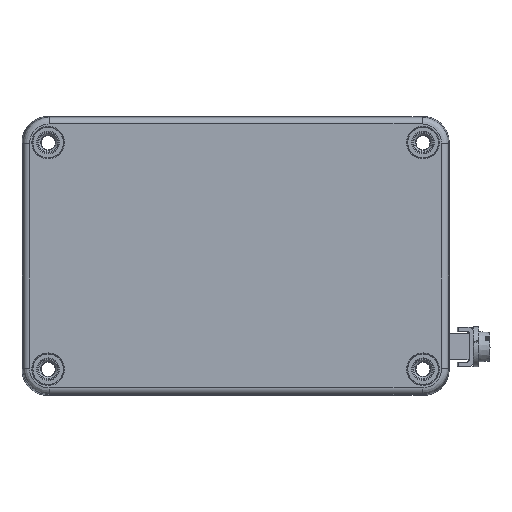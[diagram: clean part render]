
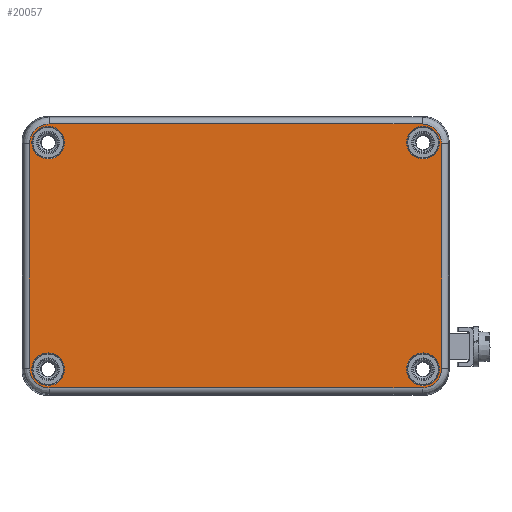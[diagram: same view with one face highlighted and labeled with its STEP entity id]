
A CAD part, top view. The second image highlights one B-rep face of the part: STEP entity #20057.
In plain terms, the highlighted face is planar.
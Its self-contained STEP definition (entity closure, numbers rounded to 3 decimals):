
#19934=CARTESIAN_POINT('',(-46.748,-26.,-10.0));
#19935=VERTEX_POINT('',#19934);
#19936=CARTESIAN_POINT('',(-43.0,-26.,-10.0));
#19937=DIRECTION('',(0.0,0.0,-1.0));
#19938=DIRECTION('',(1.0,0.0,0.0));
#19939=AXIS2_PLACEMENT_3D('',#19936,#19937,#19938);
#19940=CIRCLE('',#19939,3.748);
#19941=EDGE_CURVE('',#19935,#19935,#19940,.T.);
#19946=CARTESIAN_POINT('',(0.0,0.,-10.0));
#19947=DIRECTION('',(0.0,0.0,1.0));
#19948=DIRECTION('',(1.0,0.0,0.0));
#19949=AXIS2_PLACEMENT_3D('',#19946,#19947,#19948);
#19950=PLANE('',#19949);
#19951=CARTESIAN_POINT('',(-42.778,-30.277,-10.0));
#19952=VERTEX_POINT('',#19951);
#19953=CARTESIAN_POINT('',(42.778,-30.277,-10.0));
#19954=VERTEX_POINT('',#19953);
#19955=CARTESIAN_POINT('',(-42.778,-30.277,-10.0));
#19956=DIRECTION('',(1.0,0.0,0.0));
#19957=VECTOR('',#19956,85.557);
#19958=LINE('',#19955,#19957);
#19959=EDGE_CURVE('',#19952,#19954,#19958,.T.);
#19960=ORIENTED_EDGE('',*,*,#19959,.F.);
#19961=CARTESIAN_POINT('',(-47.277,-25.778,-10.0));
#19962=VERTEX_POINT('',#19961);
#19963=CARTESIAN_POINT('',(-42.775,-25.775,-10.0));
#19964=DIRECTION('',(0.0,0.0,1.0));
#19965=DIRECTION('',(-0.707,-0.707,0.0));
#19966=AXIS2_PLACEMENT_3D('',#19963,#19964,#19965);
#19967=ELLIPSE('',#19966,4.503,4.5);
#19968=EDGE_CURVE('',#19962,#19952,#19967,.T.);
#19969=ORIENTED_EDGE('',*,*,#19968,.F.);
#19970=CARTESIAN_POINT('',(-47.277,25.778,-10.0));
#19971=VERTEX_POINT('',#19970);
#19972=CARTESIAN_POINT('',(-47.277,25.778,-10.0));
#19973=DIRECTION('',(0.0,-1.0,0.0));
#19974=VECTOR('',#19973,51.557);
#19975=LINE('',#19972,#19974);
#19976=EDGE_CURVE('',#19971,#19962,#19975,.T.);
#19977=ORIENTED_EDGE('',*,*,#19976,.F.);
#19978=CARTESIAN_POINT('',(-42.778,30.277,-10.0));
#19979=VERTEX_POINT('',#19978);
#19980=CARTESIAN_POINT('',(-42.775,25.775,-10.0));
#19981=DIRECTION('',(0.0,0.0,1.0));
#19982=DIRECTION('',(-0.707,0.707,0.0));
#19983=AXIS2_PLACEMENT_3D('',#19980,#19981,#19982);
#19984=ELLIPSE('',#19983,4.503,4.5);
#19985=EDGE_CURVE('',#19979,#19971,#19984,.T.);
#19986=ORIENTED_EDGE('',*,*,#19985,.F.);
#19987=CARTESIAN_POINT('',(42.778,30.277,-10.0));
#19988=VERTEX_POINT('',#19987);
#19989=CARTESIAN_POINT('',(42.778,30.277,-10.0));
#19990=DIRECTION('',(-1.0,0.0,0.0));
#19991=VECTOR('',#19990,85.557);
#19992=LINE('',#19989,#19991);
#19993=EDGE_CURVE('',#19988,#19979,#19992,.T.);
#19994=ORIENTED_EDGE('',*,*,#19993,.F.);
#19995=CARTESIAN_POINT('',(47.277,25.778,-10.0));
#19996=VERTEX_POINT('',#19995);
#19997=CARTESIAN_POINT('',(42.775,25.775,-10.0));
#19998=DIRECTION('',(0.0,0.0,1.0));
#19999=DIRECTION('',(0.707,0.707,0.0));
#20000=AXIS2_PLACEMENT_3D('',#19997,#19998,#19999);
#20001=ELLIPSE('',#20000,4.503,4.5);
#20002=EDGE_CURVE('',#19996,#19988,#20001,.T.);
#20003=ORIENTED_EDGE('',*,*,#20002,.F.);
#20004=CARTESIAN_POINT('',(47.277,-25.778,-10.0));
#20005=VERTEX_POINT('',#20004);
#20006=CARTESIAN_POINT('',(47.277,-25.778,-10.0));
#20007=DIRECTION('',(0.0,1.0,0.0));
#20008=VECTOR('',#20007,51.557);
#20009=LINE('',#20006,#20008);
#20010=EDGE_CURVE('',#20005,#19996,#20009,.T.);
#20011=ORIENTED_EDGE('',*,*,#20010,.F.);
#20012=CARTESIAN_POINT('',(42.775,-25.775,-10.0));
#20013=DIRECTION('',(0.0,0.0,1.0));
#20014=DIRECTION('',(0.707,-0.707,0.0));
#20015=AXIS2_PLACEMENT_3D('',#20012,#20013,#20014);
#20016=ELLIPSE('',#20015,4.503,4.5);
#20017=EDGE_CURVE('',#19954,#20005,#20016,.T.);
#20018=ORIENTED_EDGE('',*,*,#20017,.F.);
#20019=EDGE_LOOP('',(#19960,#19969,#19977,#19986,#19994,#20003,#20011,#20018));
#20020=FACE_OUTER_BOUND('',#20019,.T.);
#20021=CARTESIAN_POINT('',(39.252,-26.,-10.0));
#20022=VERTEX_POINT('',#20021);
#20023=CARTESIAN_POINT('',(43.0,-26.,-10.0));
#20024=DIRECTION('',(0.0,0.0,-1.0));
#20025=DIRECTION('',(1.0,0.0,0.0));
#20026=AXIS2_PLACEMENT_3D('',#20023,#20024,#20025);
#20027=CIRCLE('',#20026,3.748);
#20028=EDGE_CURVE('',#20022,#20022,#20027,.T.);
#20029=ORIENTED_EDGE('',*,*,#20028,.F.);
#20030=EDGE_LOOP('',(#20029));
#20031=FACE_BOUND('',#20030,.T.);
#20032=CARTESIAN_POINT('',(39.252,26.,-10.0));
#20033=VERTEX_POINT('',#20032);
#20034=CARTESIAN_POINT('',(43.0,26.,-10.0));
#20035=DIRECTION('',(0.0,0.0,-1.0));
#20036=DIRECTION('',(1.0,0.0,0.0));
#20037=AXIS2_PLACEMENT_3D('',#20034,#20035,#20036);
#20038=CIRCLE('',#20037,3.748);
#20039=EDGE_CURVE('',#20033,#20033,#20038,.T.);
#20040=ORIENTED_EDGE('',*,*,#20039,.F.);
#20041=EDGE_LOOP('',(#20040));
#20042=FACE_BOUND('',#20041,.T.);
#20043=CARTESIAN_POINT('',(-46.748,26.,-10.0));
#20044=VERTEX_POINT('',#20043);
#20045=CARTESIAN_POINT('',(-43.0,26.,-10.0));
#20046=DIRECTION('',(0.0,0.0,-1.0));
#20047=DIRECTION('',(1.0,0.0,0.0));
#20048=AXIS2_PLACEMENT_3D('',#20045,#20046,#20047);
#20049=CIRCLE('',#20048,3.748);
#20050=EDGE_CURVE('',#20044,#20044,#20049,.T.);
#20051=ORIENTED_EDGE('',*,*,#20050,.F.);
#20052=EDGE_LOOP('',(#20051));
#20053=FACE_BOUND('',#20052,.T.);
#20054=ORIENTED_EDGE('',*,*,#19941,.F.);
#20055=EDGE_LOOP('',(#20054));
#20056=FACE_BOUND('',#20055,.T.);
#20057=ADVANCED_FACE('',(#20020,#20031,#20042,#20053,#20056),#19950,.F.);
